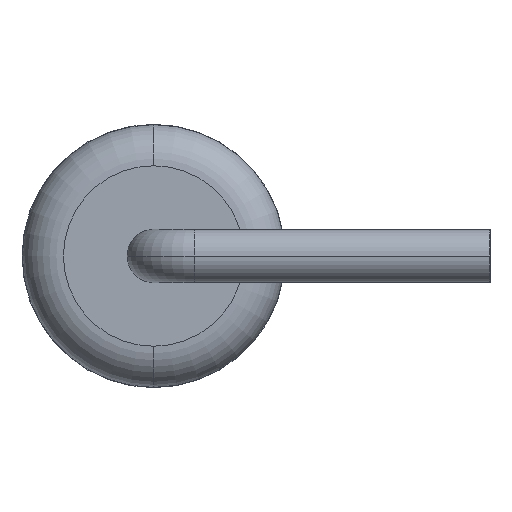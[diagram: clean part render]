
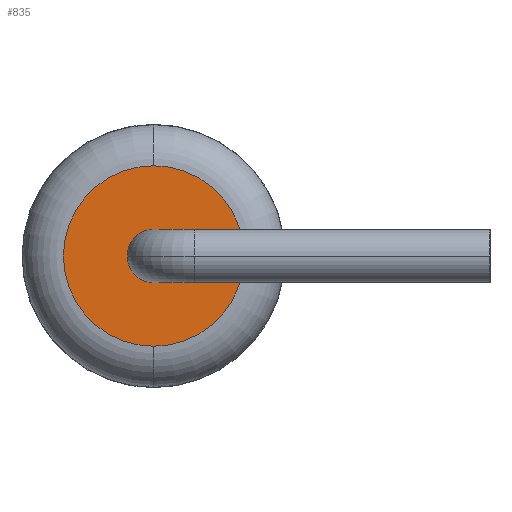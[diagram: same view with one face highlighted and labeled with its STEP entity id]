
A CAD part, left-side view. The second image highlights one B-rep face of the part: STEP entity #835.
In plain terms, the highlighted planar face has unit normal (-1, 0, 0).
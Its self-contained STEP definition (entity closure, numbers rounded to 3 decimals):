
#4 = EDGE_LOOP ( 'NONE', ( #913, #897 ) ) ;
#10 = CIRCLE ( 'NONE', #960, 1.1 ) ;
#78 = FACE_BOUND ( 'NONE', #1034, .T. ) ;
#99 = ORIENTED_EDGE ( 'NONE', *, *, #439, .F. ) ;
#104 = DIRECTION ( 'NONE',  ( 0., 0., 1. ) ) ;
#114 = FACE_OUTER_BOUND ( 'NONE', #4, .T. ) ;
#145 = CARTESIAN_POINT ( 'NONE',  ( -4.5, 2.1, 0. ) ) ;
#175 = PLANE ( 'NONE',  #708 ) ;
#279 = CARTESIAN_POINT ( 'NONE',  ( -4.5, 2.1, 0.325 ) ) ;
#312 = EDGE_CURVE ( 'NONE', #563, #795, #10, .T. ) ;
#317 = VERTEX_POINT ( 'NONE', #279 ) ;
#323 = CARTESIAN_POINT ( 'NONE',  ( -4.5, 2.1, 0. ) ) ;
#379 = CARTESIAN_POINT ( 'NONE',  ( -4.5, 2.1, 0. ) ) ;
#391 = DIRECTION ( 'NONE',  ( -1., 0., 0. ) ) ;
#439 = EDGE_CURVE ( 'NONE', #317, #737, #537, .T. ) ;
#465 = DIRECTION ( 'NONE',  ( 0., 0., -1. ) ) ;
#510 = AXIS2_PLACEMENT_3D ( 'NONE', #1129, #956, #665 ) ;
#537 = CIRCLE ( 'NONE', #510, 0.325 ) ;
#560 = DIRECTION ( 'NONE',  ( 1., 0., 0. ) ) ;
#563 = VERTEX_POINT ( 'NONE', #1046 ) ;
#610 = EDGE_CURVE ( 'NONE', #737, #317, #1134, .T. ) ;
#611 = DIRECTION ( 'NONE',  ( -1., 0., 0. ) ) ;
#646 = DIRECTION ( 'NONE',  ( 0., 0., -1. ) ) ;
#665 = DIRECTION ( 'NONE',  ( 0., 0., -1. ) ) ;
#693 = CARTESIAN_POINT ( 'NONE',  ( -4.5, 2.1, -0.325 ) ) ;
#700 = AXIS2_PLACEMENT_3D ( 'NONE', #323, #710, #646 ) ;
#703 = ORIENTED_EDGE ( 'NONE', *, *, #610, .F. ) ;
#708 = AXIS2_PLACEMENT_3D ( 'NONE', #379, #560, #465 ) ;
#710 = DIRECTION ( 'NONE',  ( -1., 0., 0. ) ) ;
#737 = VERTEX_POINT ( 'NONE', #693 ) ;
#795 = VERTEX_POINT ( 'NONE', #1086 ) ;
#828 = CIRCLE ( 'NONE', #1104, 1.1 ) ;
#835 = ADVANCED_FACE ( 'NONE', ( #78, #114 ), #175, .F. ) ;
#897 = ORIENTED_EDGE ( 'NONE', *, *, #312, .T. ) ;
#913 = ORIENTED_EDGE ( 'NONE', *, *, #1095, .T. ) ;
#956 = DIRECTION ( 'NONE',  ( -1., 0., 0. ) ) ;
#960 = AXIS2_PLACEMENT_3D ( 'NONE', #1022, #391, #104 ) ;
#1022 = CARTESIAN_POINT ( 'NONE',  ( -4.5, 2.1, 0. ) ) ;
#1034 = EDGE_LOOP ( 'NONE', ( #99, #703 ) ) ;
#1046 = CARTESIAN_POINT ( 'NONE',  ( -4.5, 2.1, -1.1 ) ) ;
#1048 = DIRECTION ( 'NONE',  ( 0., 0., 1. ) ) ;
#1086 = CARTESIAN_POINT ( 'NONE',  ( -4.5, 2.1, 1.1 ) ) ;
#1095 = EDGE_CURVE ( 'NONE', #795, #563, #828, .T. ) ;
#1104 = AXIS2_PLACEMENT_3D ( 'NONE', #145, #611, #1048 ) ;
#1129 = CARTESIAN_POINT ( 'NONE',  ( -4.5, 2.1, 0. ) ) ;
#1134 = CIRCLE ( 'NONE', #700, 0.325 ) ;
